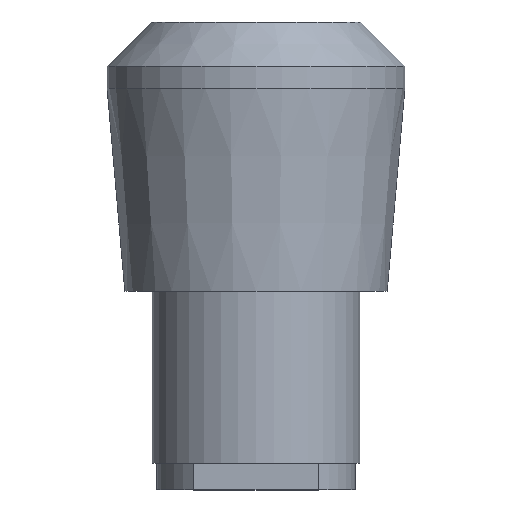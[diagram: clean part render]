
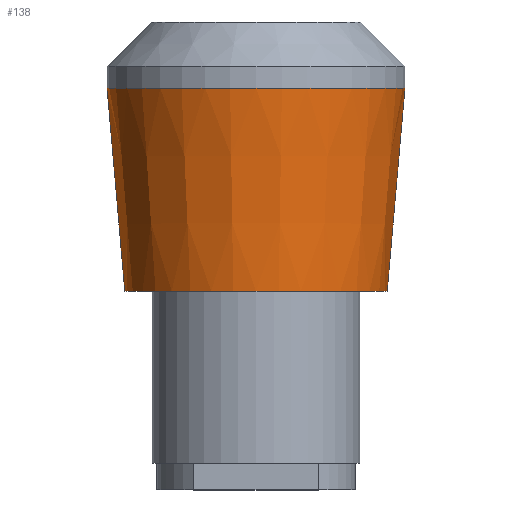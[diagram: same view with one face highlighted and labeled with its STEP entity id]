
A CAD part, top view. The second image highlights one B-rep face of the part: STEP entity #138.
In plain terms, the highlighted conical face has half-angle 5 degrees and reference radius 6.348 mm.
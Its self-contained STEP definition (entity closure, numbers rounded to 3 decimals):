
#138=ADVANCED_FACE('',(#192),#193,.T.);
#192=FACE_OUTER_BOUND('',#267,.T.);
#193=CONICAL_SURFACE('',#268,6.348,0.087);
#267=EDGE_LOOP('',(#412,#413,#414,#415));
#268=AXIS2_PLACEMENT_3D('',#416,#417,#418);
#412=ORIENTED_EDGE('',*,*,#569,.T.);
#413=ORIENTED_EDGE('',*,*,#595,.F.);
#414=ORIENTED_EDGE('',*,*,#571,.T.);
#415=ORIENTED_EDGE('',*,*,#594,.T.);
#416=CARTESIAN_POINT('',(0.0,12.4,0.0));
#417=DIRECTION('',(0.0,1.0,0.0));
#418=DIRECTION('',(1.0,0.0,0.));
#569=EDGE_CURVE('',#649,#644,#650,.T.);
#571=EDGE_CURVE('',#646,#651,#653,.T.);
#594=EDGE_CURVE('',#651,#649,#690,.T.);
#595=EDGE_CURVE('',#646,#644,#691,.T.);
#644=VERTEX_POINT('',#766);
#646=VERTEX_POINT('',#769);
#649=VERTEX_POINT('',#773);
#650=LINE('',#774,#775);
#651=VERTEX_POINT('',#776);
#653=LINE('',#778,#779);
#690=CIRCLE('',#824,5.945);
#691=CIRCLE('',#825,6.75);
#766=CARTESIAN_POINT('',(6.75,17.0,0.));
#769=CARTESIAN_POINT('',(-6.75,17.0,0.));
#773=CARTESIAN_POINT('',(5.945,7.8,0.));
#774=CARTESIAN_POINT('',(6.348,12.4,0.));
#775=VECTOR('',#921,1.0);
#776=CARTESIAN_POINT('',(-5.945,7.8,0.));
#778=CARTESIAN_POINT('',(-6.348,12.4,0.));
#779=VECTOR('',#925,1.0);
#824=AXIS2_PLACEMENT_3D('',#976,#977,#978);
#825=AXIS2_PLACEMENT_3D('',#979,#980,#981);
#921=DIRECTION('',(0.087,0.996,0.));
#925=DIRECTION('',(0.087,-0.996,0.));
#976=CARTESIAN_POINT('',(0.0,7.8,0.0));
#977=DIRECTION('',(0.0,1.0,0.0));
#978=DIRECTION('',(1.0,0.0,0.));
#979=CARTESIAN_POINT('',(0.0,17.0,0.0));
#980=DIRECTION('',(0.0,1.0,0.0));
#981=DIRECTION('',(1.0,0.0,0.));
